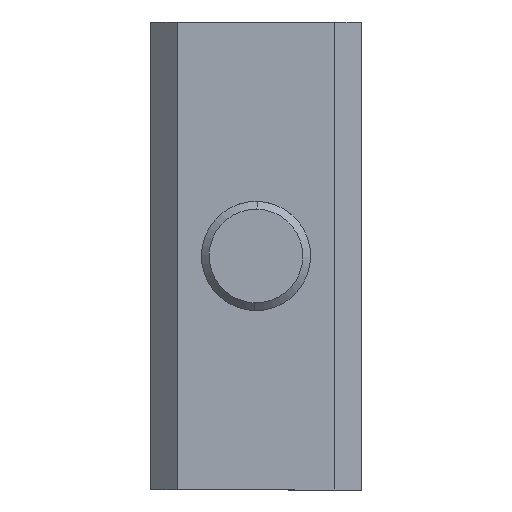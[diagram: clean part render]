
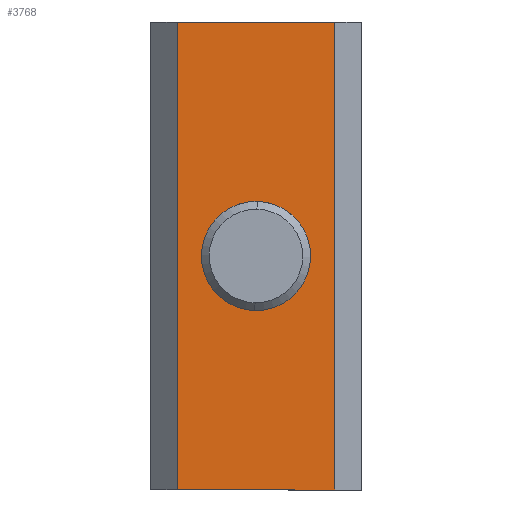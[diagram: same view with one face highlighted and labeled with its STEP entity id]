
A CAD part, front view. The second image highlights one B-rep face of the part: STEP entity #3768.
In plain terms, the highlighted face is planar.
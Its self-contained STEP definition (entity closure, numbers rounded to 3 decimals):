
#1462 = DIRECTION ( 'NONE',  ( 0., 0., -1. ) ) ;
#1463 = VECTOR ( 'NONE', #1462, 1000. ) ;
#1464 = CARTESIAN_POINT ( 'NONE',  ( 5.05, 9., 30. ) ) ;
#1465 = LINE ( 'NONE', #1464, #1463 ) ;
#1479 = CARTESIAN_POINT ( 'NONE',  ( 5.05, 9., 30. ) ) ;
#1481 = CARTESIAN_POINT ( 'NONE',  ( 5.05, 9., 0. ) ) ;
#1504 = PLANE ( 'NONE',  #1510 ) ;
#1505 = FACE_OUTER_BOUND ( 'NONE', #3745, .T. ) ;
#1510 = AXIS2_PLACEMENT_3D ( 'NONE', #1525, #1566, #1565 ) ;
#1512 = FACE_BOUND ( 'NONE', #3760, .T. ) ;
#1525 = CARTESIAN_POINT ( 'NONE',  ( -5.05, 9., 30. ) ) ;
#1565 = DIRECTION ( 'NONE',  ( 0., 0., -1. ) ) ;
#1566 = DIRECTION ( 'NONE',  ( 0., -1., 0. ) ) ;
#1585 = DIRECTION ( 'NONE',  ( 0., 0., 1. ) ) ;
#1586 = DIRECTION ( 'NONE',  ( 0., 1., 0. ) ) ;
#1587 = CARTESIAN_POINT ( 'NONE',  ( 0., 9., 15. ) ) ;
#1591 = CIRCLE ( 'NONE', #1596, 3.5 ) ;
#1596 = AXIS2_PLACEMENT_3D ( 'NONE', #1587, #1586, #1585 ) ;
#1960 = DIRECTION ( 'NONE',  ( 0., 0., 1. ) ) ;
#1961 = DIRECTION ( 'NONE',  ( 0., 1., 0. ) ) ;
#1962 = AXIS2_PLACEMENT_3D ( 'NONE', #1972, #1961, #1960 ) ;
#1963 = CIRCLE ( 'NONE', #1962, 3.5 ) ;
#1970 = CARTESIAN_POINT ( 'NONE',  ( 0., 9., 11.5 ) ) ;
#1972 = CARTESIAN_POINT ( 'NONE',  ( 0., 9., 15. ) ) ;
#1990 = CARTESIAN_POINT ( 'NONE',  ( -5.05, 9., 0. ) ) ;
#1996 = CARTESIAN_POINT ( 'NONE',  ( 0., 9., 18.5 ) ) ;
#2008 = DIRECTION ( 'NONE',  ( 0., 0., -1. ) ) ;
#2009 = VECTOR ( 'NONE', #2008, 1000. ) ;
#2011 = CARTESIAN_POINT ( 'NONE',  ( -5.05, 9., 30. ) ) ;
#2012 = LINE ( 'NONE', #2011, #2009 ) ;
#2061 = CARTESIAN_POINT ( 'NONE',  ( -5.05, 9., 30. ) ) ;
#2569 = CARTESIAN_POINT ( 'NONE',  ( -5.05, 9., 30. ) ) ;
#2570 = LINE ( 'NONE', #2569, #2625 ) ;
#2607 = DIRECTION ( 'NONE',  ( -1., 0., 0. ) ) ;
#2608 = VECTOR ( 'NONE', #2607, 1000. ) ;
#2609 = CARTESIAN_POINT ( 'NONE',  ( -5.05, 9., 0. ) ) ;
#2614 = LINE ( 'NONE', #2609, #2608 ) ;
#2624 = DIRECTION ( 'NONE',  ( -1., 0., 0. ) ) ;
#2625 = VECTOR ( 'NONE', #2624, 1000. ) ;
#3713 = ORIENTED_EDGE ( 'NONE', *, *, #3790, .F. ) ;
#3714 = EDGE_CURVE ( 'NONE', #3751, #3733, #1465, .T. ) ;
#3733 = VERTEX_POINT ( 'NONE', #1481 ) ;
#3734 = ORIENTED_EDGE ( 'NONE', *, *, #4010, .F. ) ;
#3745 = EDGE_LOOP ( 'NONE', ( #3759, #3734, #4334, #4370 ) ) ;
#3751 = VERTEX_POINT ( 'NONE', #1479 ) ;
#3759 = ORIENTED_EDGE ( 'NONE', *, *, #4364, .T. ) ;
#3760 = EDGE_LOOP ( 'NONE', ( #3713, #4385 ) ) ;
#3768 = ADVANCED_FACE ( 'NONE', ( #1512, #1505 ), #1504, .F. ) ;
#3790 = EDGE_CURVE ( 'NONE', #4007, #3988, #1591, .T. ) ;
#3988 = VERTEX_POINT ( 'NONE', #1970 ) ;
#3991 = EDGE_CURVE ( 'NONE', #3988, #4007, #1963, .T. ) ;
#4001 = VERTEX_POINT ( 'NONE', #1990 ) ;
#4007 = VERTEX_POINT ( 'NONE', #1996 ) ;
#4010 = EDGE_CURVE ( 'NONE', #4015, #4001, #2012, .T. ) ;
#4015 = VERTEX_POINT ( 'NONE', #2061 ) ;
#4334 = ORIENTED_EDGE ( 'NONE', *, *, #4355, .F. ) ;
#4355 = EDGE_CURVE ( 'NONE', #3751, #4015, #2570, .T. ) ;
#4364 = EDGE_CURVE ( 'NONE', #3733, #4001, #2614, .T. ) ;
#4370 = ORIENTED_EDGE ( 'NONE', *, *, #3714, .T. ) ;
#4385 = ORIENTED_EDGE ( 'NONE', *, *, #3991, .F. ) ;
